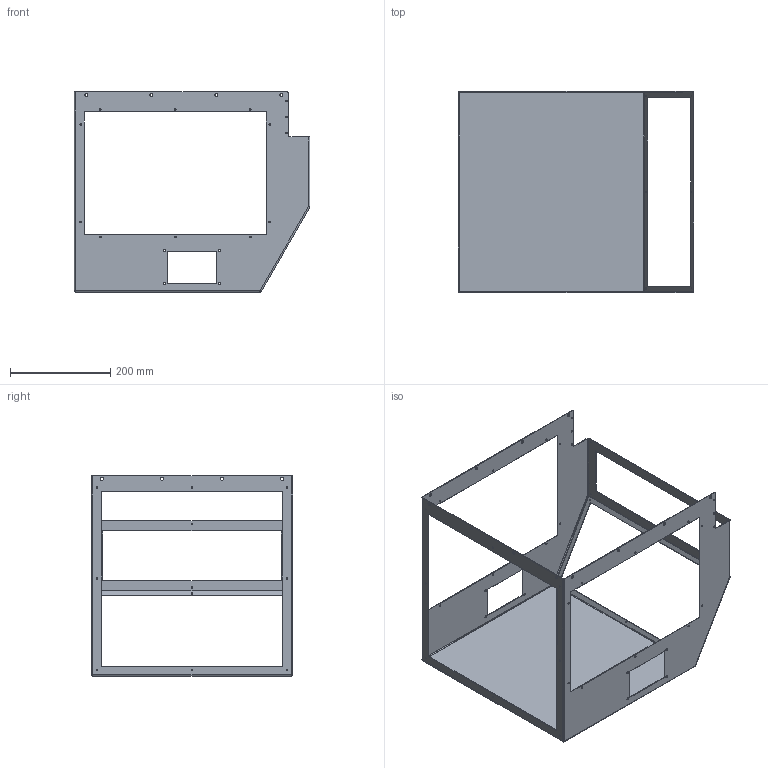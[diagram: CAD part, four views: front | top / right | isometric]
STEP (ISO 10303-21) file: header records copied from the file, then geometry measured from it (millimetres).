
FILE_DESCRIPTION (( 'STEP AP214' ), '1' );
FILE_NAME ('BC21165-Q3-031.STEP', '2023-09-01T06:26:20', ( 'BCYF' ), ( '' ), 'SwSTEP 2.0', 'SolidWorks 2021', '' );
FILE_SCHEMA (( 'AUTOMOTIVE_DESIGN' ));
Length unit declared in the file: millimetre
Products named in the file (1): BC21165-Q3-031
Bounding box: 471.5 x 403 x 400 mm (x, y, z)
Volume: 560837.7 mm3; surface area: 761572.4 mm2
Topology: 1 solids, 1 shells, 146 faces, 448 edges, 294 vertices
Faces by surface type: cylinder 90, plane 44, sphere 12
Full cylindrical faces by diameter (mm): 2.5 x26, 3.3 x20, 4.5 x8, 6 x12
Entity records: 5134 total; most frequent: DIRECTION 804, CARTESIAN_POINT 729, ORIENTED_EDGE 660, EDGE_LOOP 358, EDGE_CURVE 330, AXIS2_PLACEMENT_3D 327, VERTEX_POINT 252, FACE_OUTER_BOUND 212
